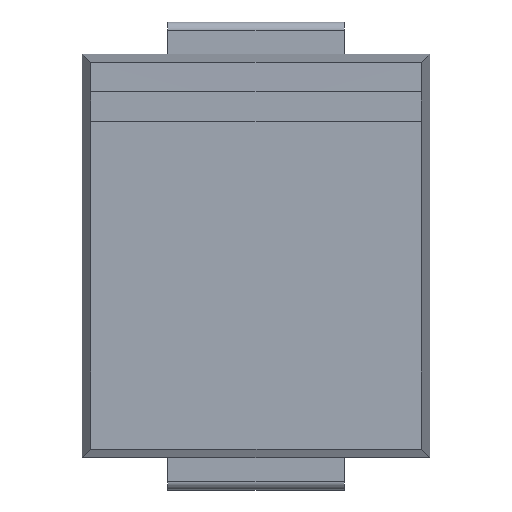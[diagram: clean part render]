
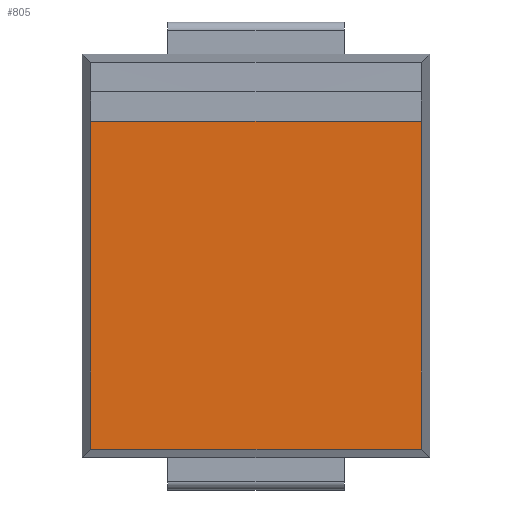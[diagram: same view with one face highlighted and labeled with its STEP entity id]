
A CAD part, top view. The second image highlights one B-rep face of the part: STEP entity #805.
In plain terms, the highlighted planar face has unit normal (0, 0, 1).
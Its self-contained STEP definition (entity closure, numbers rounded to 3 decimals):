
#14=CIRCLE('',#865,2104.817);
#28=PLANE('',#867);
#66=FACE_OUTER_BOUND('',#108,.T.);
#108=EDGE_LOOP('',(#580,#581,#582,#583));
#170=LINE('',#1196,#272);
#171=LINE('',#1197,#273);
#172=LINE('',#1198,#274);
#272=VECTOR('',#965,1000.);
#273=VECTOR('',#966,1000.);
#274=VECTOR('',#967,1000.);
#375=VERTEX_POINT('',#1185);
#376=VERTEX_POINT('',#1186);
#379=VERTEX_POINT('',#1194);
#380=VERTEX_POINT('',#1195);
#452=EDGE_CURVE('',#375,#376,#14,.T.);
#456=EDGE_CURVE('',#379,#380,#170,.T.);
#457=EDGE_CURVE('',#375,#379,#171,.T.);
#458=EDGE_CURVE('',#380,#376,#172,.T.);
#580=ORIENTED_EDGE('',*,*,#456,.F.);
#581=ORIENTED_EDGE('',*,*,#457,.F.);
#582=ORIENTED_EDGE('',*,*,#452,.T.);
#583=ORIENTED_EDGE('',*,*,#458,.F.);
#805=ADVANCED_FACE('',(#66),#28,.T.);
#865=AXIS2_PLACEMENT_3D('',#1187,#957,#958);
#867=AXIS2_PLACEMENT_3D('',#1193,#963,#964);
#957=DIRECTION('center_axis',(0.,1.,0.));
#958=DIRECTION('ref_axis',(-0.001,0.,-1.));
#963=DIRECTION('center_axis',(0.,0.,1.));
#964=DIRECTION('ref_axis',(1.,0.,0.));
#965=DIRECTION('',(-1.,0.,0.));
#966=DIRECTION('',(0.,-1.,0.));
#967=DIRECTION('',(0.,1.,0.));
#1185=CARTESIAN_POINT('',(2.809,2.286,1.002));
#1186=CARTESIAN_POINT('',(-2.809,2.286,1.002));
#1187=CARTESIAN_POINT('Origin',(0.,2.286,2105.818));
#1193=CARTESIAN_POINT('Origin',(0.,0.,1.));
#1194=CARTESIAN_POINT('',(2.809,-3.286,1.));
#1195=CARTESIAN_POINT('',(-2.809,-3.286,1.));
#1196=CARTESIAN_POINT('',(0.,-3.286,1.));
#1197=CARTESIAN_POINT('',(2.809,0.,1.));
#1198=CARTESIAN_POINT('',(-2.809,0.,1.));
